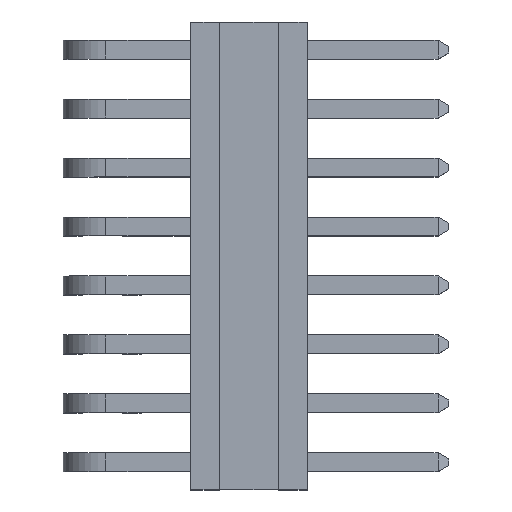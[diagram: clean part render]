
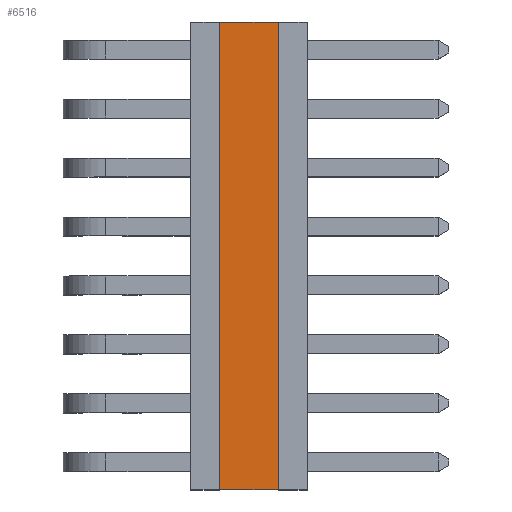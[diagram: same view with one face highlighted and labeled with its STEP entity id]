
A CAD part, top view. The second image highlights one B-rep face of the part: STEP entity #6516.
In plain terms, the highlighted planar face has unit normal (0, 0, 1).
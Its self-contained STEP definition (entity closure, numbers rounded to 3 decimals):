
#1530 = EDGE_CURVE('',#1531,#1533,#1535,.T.);
#1531 = VERTEX_POINT('',#1532);
#1532 = CARTESIAN_POINT('',(4.433,-9.492,3.167));
#1533 = VERTEX_POINT('',#1534);
#1534 = CARTESIAN_POINT('',(3.163,-9.492,3.167));
#1535 = LINE('',#1536,#1537);
#1536 = CARTESIAN_POINT('',(5.055,-9.492,3.167));
#1537 = VECTOR('',#1538,1.);
#1538 = DIRECTION('',(-1.,0.,0.));
#1675 = VERTEX_POINT('',#1676);
#1676 = CARTESIAN_POINT('',(3.163,0.592,3.167));
#1682 = EDGE_CURVE('',#1675,#1683,#1685,.T.);
#1683 = VERTEX_POINT('',#1684);
#1684 = CARTESIAN_POINT('',(4.433,0.592,3.167));
#1685 = LINE('',#1686,#1687);
#1686 = CARTESIAN_POINT('',(5.055,0.592,3.167));
#1687 = VECTOR('',#1688,1.);
#1688 = DIRECTION('',(1.,0.,0.));
#6516 = ADVANCED_FACE('',(#6517),#6533,.F.);
#6517 = FACE_BOUND('',#6518,.T.);
#6518 = EDGE_LOOP('',(#6519,#6525,#6526,#6532));
#6519 = ORIENTED_EDGE('',*,*,#6520,.F.);
#6520 = EDGE_CURVE('',#1683,#1531,#6521,.T.);
#6521 = LINE('',#6522,#6523);
#6522 = CARTESIAN_POINT('',(4.433,0.63,3.167));
#6523 = VECTOR('',#6524,1.);
#6524 = DIRECTION('',(0.,-1.,0.));
#6525 = ORIENTED_EDGE('',*,*,#1682,.F.);
#6526 = ORIENTED_EDGE('',*,*,#6527,.T.);
#6527 = EDGE_CURVE('',#1675,#1533,#6528,.T.);
#6528 = LINE('',#6529,#6530);
#6529 = CARTESIAN_POINT('',(3.163,0.63,3.167));
#6530 = VECTOR('',#6531,1.);
#6531 = DIRECTION('',(0.,-1.,0.));
#6532 = ORIENTED_EDGE('',*,*,#1530,.F.);
#6533 = PLANE('',#6534);
#6534 = AXIS2_PLACEMENT_3D('',#6535,#6536,#6537);
#6535 = CARTESIAN_POINT('',(3.163,0.63,3.167));
#6536 = DIRECTION('',(0.,0.,-1.));
#6537 = DIRECTION('',(0.,1.,0.));
